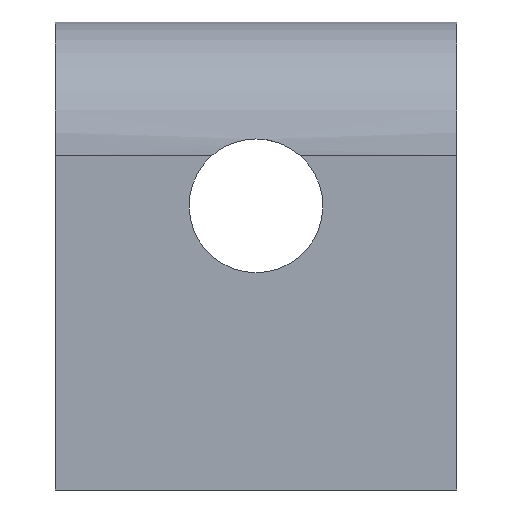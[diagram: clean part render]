
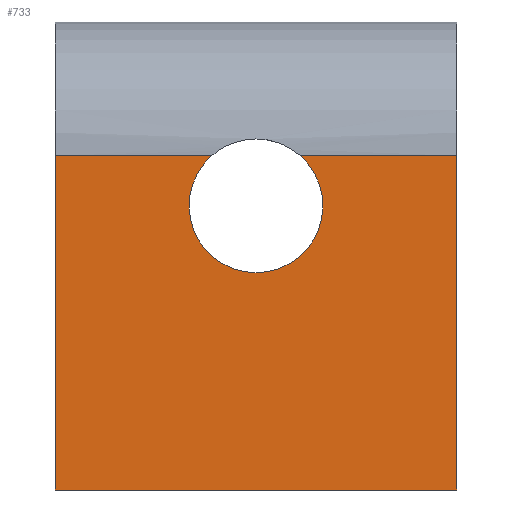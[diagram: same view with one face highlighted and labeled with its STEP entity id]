
A CAD part, front view. The second image highlights one B-rep face of the part: STEP entity #733.
In plain terms, the highlighted planar face has unit normal (0, -1, 0).
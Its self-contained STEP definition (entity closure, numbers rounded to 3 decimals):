
#14 = EDGE_CURVE ( 'NONE', #411, #425, #278, .T. ) ;
#22 = AXIS2_PLACEMENT_3D ( 'NONE', #346, #579, #73 ) ;
#39 = CARTESIAN_POINT ( 'NONE',  ( 12., 0., -4. ) ) ;
#63 = CARTESIAN_POINT ( 'NONE',  ( 4.677, 0., -4. ) ) ;
#73 = DIRECTION ( 'NONE',  ( 0., 0., -1. ) ) ;
#86 = VERTEX_POINT ( 'NONE', #63 ) ;
#87 = FACE_OUTER_BOUND ( 'NONE', #481, .T. ) ;
#92 = DIRECTION ( 'NONE',  ( 0., 1., 0. ) ) ;
#94 = VECTOR ( 'NONE', #422, 1000. ) ;
#111 = ORIENTED_EDGE ( 'NONE', *, *, #478, .T. ) ;
#127 = EDGE_CURVE ( 'NONE', #523, #370, #463, .T. ) ;
#133 = AXIS2_PLACEMENT_3D ( 'NONE', #225, #674, #460 ) ;
#143 = PLANE ( 'NONE',  #659 ) ;
#180 = VECTOR ( 'NONE', #306, 1000. ) ;
#182 = ORIENTED_EDGE ( 'NONE', *, *, #708, .F. ) ;
#184 = DIRECTION ( 'NONE',  ( -1., 0., 0. ) ) ;
#187 = EDGE_CURVE ( 'NONE', #86, #411, #342, .T. ) ;
#193 = DIRECTION ( 'NONE',  ( -1., 0., 0. ) ) ;
#218 = CARTESIAN_POINT ( 'NONE',  ( 12., 0., -14. ) ) ;
#225 = CARTESIAN_POINT ( 'NONE',  ( 6., 0., -5.5 ) ) ;
#229 = EDGE_CURVE ( 'NONE', #86, #523, #350, .T. ) ;
#249 = ORIENTED_EDGE ( 'NONE', *, *, #669, .F. ) ;
#278 = LINE ( 'NONE', #560, #691 ) ;
#289 = CARTESIAN_POINT ( 'NONE',  ( 0., 0., -14. ) ) ;
#302 = LINE ( 'NONE', #593, #417 ) ;
#306 = DIRECTION ( 'NONE',  ( 0., 0., -1. ) ) ;
#310 = CARTESIAN_POINT ( 'NONE',  ( 12., 0., 0. ) ) ;
#317 = LINE ( 'NONE', #39, #94 ) ;
#321 = VECTOR ( 'NONE', #184, 1000. ) ;
#342 = LINE ( 'NONE', #680, #321 ) ;
#346 = CARTESIAN_POINT ( 'NONE',  ( 6., 0., -5.5 ) ) ;
#349 = VERTEX_POINT ( 'NONE', #218 ) ;
#350 = CIRCLE ( 'NONE', #22, 2. ) ;
#364 = ORIENTED_EDGE ( 'NONE', *, *, #127, .F. ) ;
#370 = VERTEX_POINT ( 'NONE', #454 ) ;
#379 = ORIENTED_EDGE ( 'NONE', *, *, #229, .F. ) ;
#381 = ORIENTED_EDGE ( 'NONE', *, *, #14, .T. ) ;
#387 = CARTESIAN_POINT ( 'NONE',  ( 6., 0., -7.5 ) ) ;
#411 = VERTEX_POINT ( 'NONE', #575 ) ;
#417 = VECTOR ( 'NONE', #193, 1000. ) ;
#420 = CARTESIAN_POINT ( 'NONE',  ( 12., 0., -4. ) ) ;
#422 = DIRECTION ( 'NONE',  ( -1., 0., 0. ) ) ;
#425 = VERTEX_POINT ( 'NONE', #289 ) ;
#454 = CARTESIAN_POINT ( 'NONE',  ( 7.323, 0., -4. ) ) ;
#460 = DIRECTION ( 'NONE',  ( 0., 0., -1. ) ) ;
#463 = CIRCLE ( 'NONE', #133, 2. ) ;
#473 = CARTESIAN_POINT ( 'NONE',  ( 12., 0., 0. ) ) ;
#478 = EDGE_CURVE ( 'NONE', #601, #370, #317, .T. ) ;
#479 = LINE ( 'NONE', #310, #180 ) ;
#481 = EDGE_LOOP ( 'NONE', ( #249, #111, #364, #379, #712, #381, #182 ) ) ;
#523 = VERTEX_POINT ( 'NONE', #387 ) ;
#532 = DIRECTION ( 'NONE',  ( 0., 0., 1. ) ) ;
#560 = CARTESIAN_POINT ( 'NONE',  ( 0., 0., 0. ) ) ;
#575 = CARTESIAN_POINT ( 'NONE',  ( 0., 0., -4. ) ) ;
#579 = DIRECTION ( 'NONE',  ( 0., -1., 0. ) ) ;
#593 = CARTESIAN_POINT ( 'NONE',  ( 12., 0., -14. ) ) ;
#601 = VERTEX_POINT ( 'NONE', #420 ) ;
#659 = AXIS2_PLACEMENT_3D ( 'NONE', #473, #92, #532 ) ;
#669 = EDGE_CURVE ( 'NONE', #601, #349, #479, .T. ) ;
#672 = DIRECTION ( 'NONE',  ( 0., 0., -1. ) ) ;
#674 = DIRECTION ( 'NONE',  ( 0., -1., 0. ) ) ;
#680 = CARTESIAN_POINT ( 'NONE',  ( 12., 0., -4. ) ) ;
#691 = VECTOR ( 'NONE', #672, 1000. ) ;
#708 = EDGE_CURVE ( 'NONE', #349, #425, #302, .T. ) ;
#712 = ORIENTED_EDGE ( 'NONE', *, *, #187, .T. ) ;
#733 = ADVANCED_FACE ( 'NONE', ( #87 ), #143, .F. ) ;
